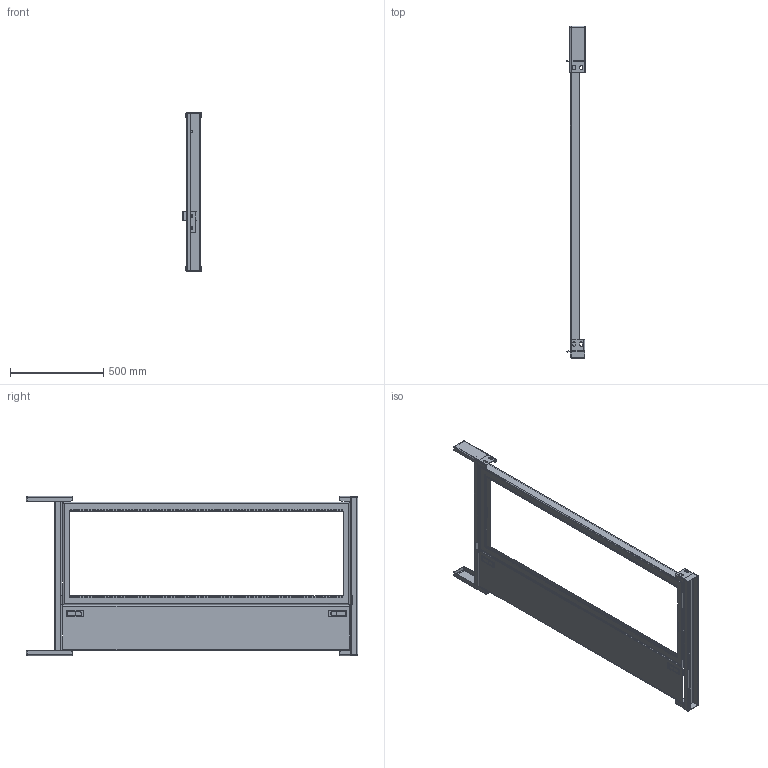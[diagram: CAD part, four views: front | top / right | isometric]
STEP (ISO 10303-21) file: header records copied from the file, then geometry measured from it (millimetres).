
FILE_DESCRIPTION (( 'STEP AP214' ), '1' );
FILE_NAME ('SCE-7236SOF19.STEP', '2021-02-04T16:06:01', ( '' ), ( '' ), 'SwSTEP 2.0', 'SolidWorks 2019', '' );
FILE_SCHEMA (( 'AUTOMOTIVE_DESIGN' ));
Length unit declared in the file: inch
Products named in the file (1): SCE-7236SOF19
Bounding box: 99.56 x 1777.89 x 852.49 mm (x, y, z)
Volume: 4093413.5 mm3; surface area: 2644873.9 mm2
Topology: 23 solids, 23 shells, 1023 faces, 2202 edges, 1440 vertices
Faces by surface type: plane 573, cylinder 421, bspline 12, cone 9, sphere 8
Full cylindrical faces by diameter (mm): 4.064 x4, 4.775 x9, 4.902 x9, 6.502 x9, 7.14 x60, 7.32 x138, 9.525 x4, 12.7 x2, 12.776 x1, 13.487 x1
Entity records: 40533 total; most frequent: CARTESIAN_POINT 4822, DIRECTION 4774, ORIENTED_EDGE 3878, EDGE_CURVE 1939, AXIS2_PLACEMENT_3D 1851, EDGE_LOOP 1560, VERTEX_POINT 1431, FACE_OUTER_BOUND 1260
